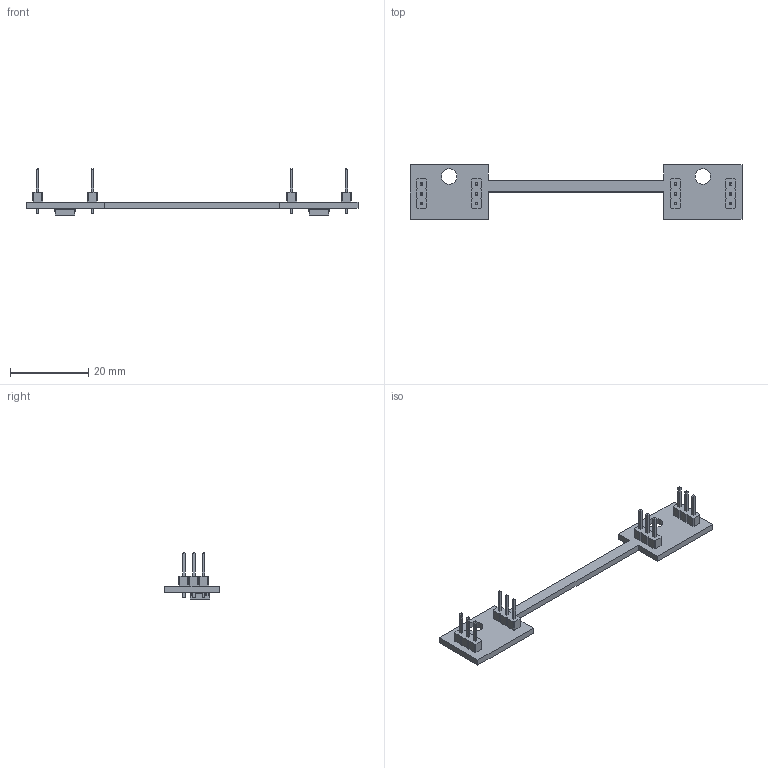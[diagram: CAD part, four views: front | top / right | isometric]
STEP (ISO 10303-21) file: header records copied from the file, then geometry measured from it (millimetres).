
FILE_DESCRIPTION(('KiCad electronic assembly'),'2;1');
FILE_NAME('LED bar.step','2024-07-08T17:04:03',('Pcbnew'),('Kicad'), 'Open CASCADE STEP processor 7.7','KiCad to STEP converter','Unknown' );
FILE_SCHEMA(('AUTOMOTIVE_DESIGN { 1 0 10303 214 1 1 1 1 }'));
Length unit declared in the file: millimetre
Products named in the file (6): LED bar 1; PinHeader_1x03_P2.54mm_Vertical; SOLID; LED_Inolux_IN-PI554FCH_PLCC4_5.0x5.0mm_P3.2mm; LED bar PCB
Assembly tree (9 placements, depth 3):
  LED bar 1
    PinHeader_1x03_P2.54mm_Vertical  x4
      SOLID
    LED_Inolux_IN-PI554FCH_PLCC4_5.0x5.0mm_P3.2mm  x2
      SOLID
    LED bar PCB
Bounding box: 85 x 14 x 11.94 mm (x, y, z)
Volume: 1365.8 mm3; surface area: 2585.5 mm2
Topology: 7 solids, 7 shells, 468 faces, 1200 edges, 764 vertices
Faces by surface type: plane 408, cylinder 58, cone 2
Full cylindrical faces by diameter (mm): 1 x12, 3.333 x2, 4 x2
Entity records: 12829 total; most frequent: CARTESIAN_POINT 2365, DIRECTION 1754, LINE 1237, VECTOR 1237, ORIENTED_EDGE 918, PCURVE 918, DEFINITIONAL_REPRESENTATION 918, EDGE_CURVE 459
